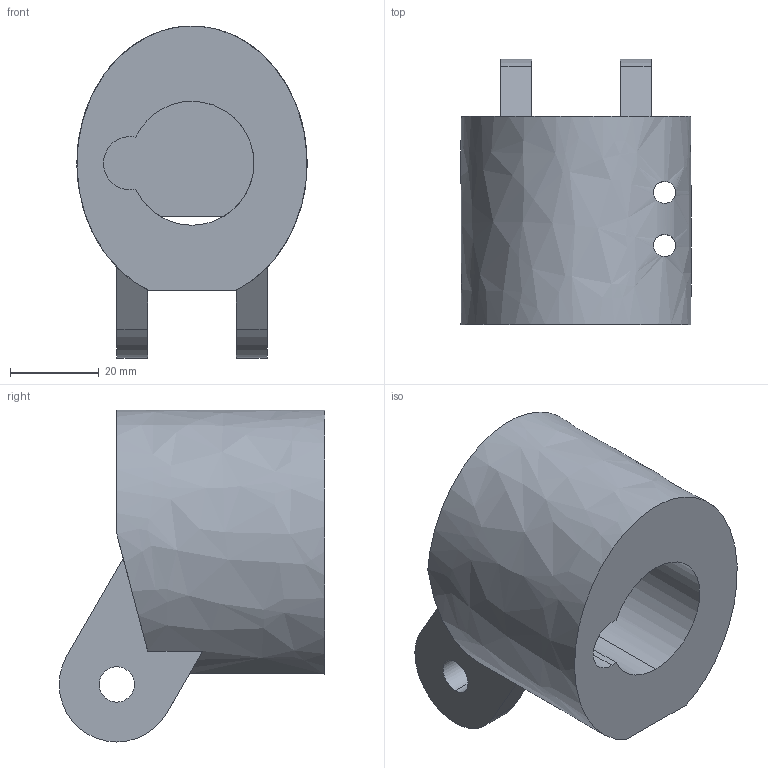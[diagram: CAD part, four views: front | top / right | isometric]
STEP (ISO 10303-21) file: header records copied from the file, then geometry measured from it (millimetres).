
FILE_DESCRIPTION (( 'STEP AP203' ), '1' );
FILE_NAME ('Bar-Adapter_Default_sldprt.STEP', '2022-11-28T13:52:18', ( '' ), ( '' ), 'SwSTEP 2.0', 'SolidWorks 2022', '' );
FILE_SCHEMA (( 'CONFIG_CONTROL_DESIGN' ));
Length unit declared in the file: millimetre
Products named in the file (1): Bar-Adapter_Default_sldprt
Bounding box: 52 x 60 x 75 mm (x, y, z)
Volume: 90107.8 mm3; surface area: 20860.3 mm2
Topology: 1 solids, 1 shells, 30 faces, 82 edges, 54 vertices
Faces by surface type: cylinder 16, plane 13, bspline 1
Entity records: 1343 total; most frequent: CARTESIAN_POINT 503, ORIENTED_EDGE 164, DIRECTION 148, EDGE_CURVE 82, VERTEX_POINT 54, AXIS2_PLACEMENT_3D 54, LINE 40, VECTOR 40
